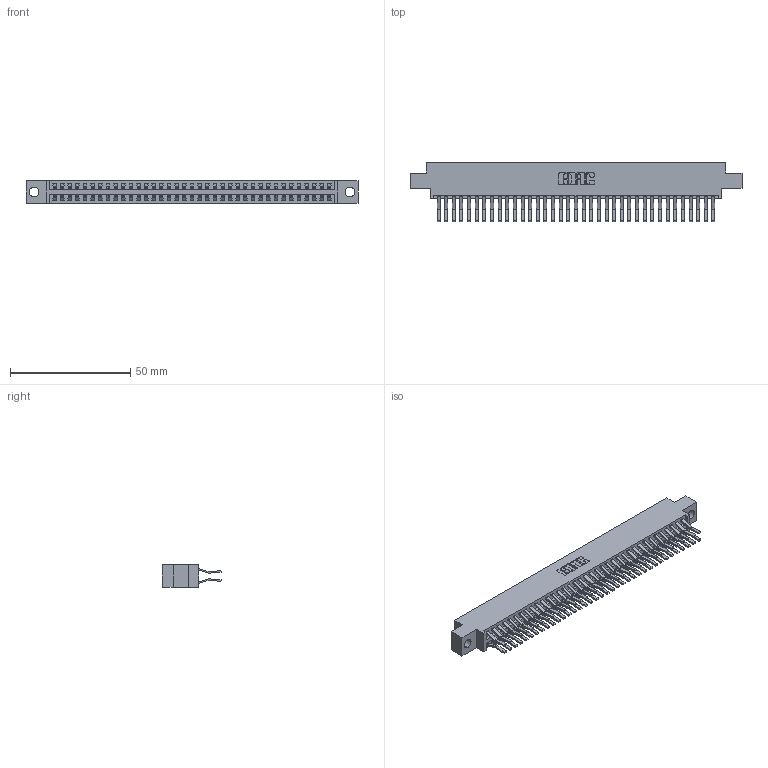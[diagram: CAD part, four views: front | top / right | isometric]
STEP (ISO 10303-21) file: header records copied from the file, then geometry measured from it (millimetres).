
FILE_DESCRIPTION (( 'STEP AP203' ), '1' );
FILE_NAME ('396-074-560-804.STEP', '2018-09-09T13:03:03', ( '' ), ( '' ), 'SwSTEP 2.0', 'SolidWorks 2016', '' );
FILE_SCHEMA (( 'CONFIG_CONTROL_DESIGN' ));
Length unit declared in the file: inch
Products named in the file (3): 346 Part_0.170 Offset - 0.156 Dia-TH; 345-292-001_560 Tail; 396-074-560-804
Assembly tree (75 placements, depth 2):
  396-074-560-804
    346 Part_0.170 Offset - 0.156 Dia-TH
    345-292-001_560 Tail  x74
Bounding box: 138.05 x 24.78 x 9.4 mm (x, y, z)
Volume: 13665.2 mm3; surface area: 19992.2 mm2
Topology: 75 solids, 75 shells, 4122 faces, 12255 edges, 8070 vertices
Faces by surface type: plane 2670, cylinder 1452
Entity records: 25043 total; most frequent: CARTESIAN_POINT 4136, ORIENTED_EDGE 4070, DIRECTION 3699, EDGE_CURVE 2035, VECTOR 1751, LINE 1751, VERTEX_POINT 1354, AXIS2_PLACEMENT_3D 974
